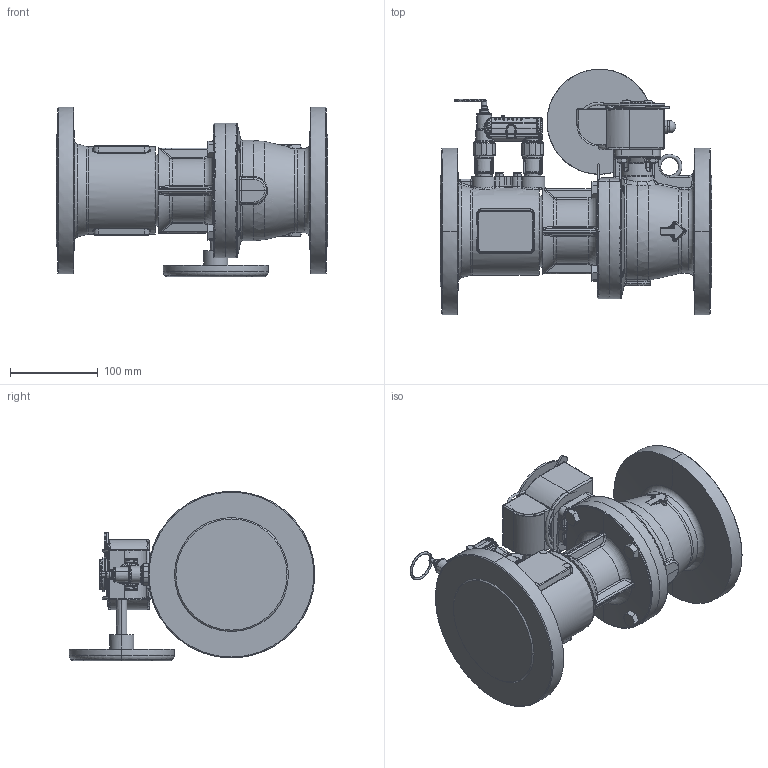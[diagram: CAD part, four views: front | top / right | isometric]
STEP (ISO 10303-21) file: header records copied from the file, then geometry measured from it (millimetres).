
FILE_DESCRIPTION((''),'2;1');
FILE_NAME('DVT8_132080A_SW0001','2017-03-02T',('sparenzan'),(''),'CREO PARAMETRIC BY PTC INC, 2016050','CREO PARAMETRIC BY PTC INC, 2016050','');
FILE_SCHEMA(('CONFIG_CONTROL_DESIGN'));
Products named in the file (1): DVT8_132080A_SW0001
Bounding box: 310 x 280.62 x 193.75 mm (x, y, z)
Surface area: 502730.9 mm2 (no closed solid volume)
Topology: 0 solids, 0 shells, 2165 faces, 11301 edges, 11070 vertices
Faces by surface type: bspline 1897, torus 221, sphere 47
Entity records: 314528 total; most frequent: CARTESIAN_POINT 221124, DIRECTION 13819, TRIMMED_CURVE 11328, DEFINITIONAL_REPRESENTATION 10923, PCURVE 10923, COMPOSITE_CURVE_SEGMENT 10923, VECTOR 9373, LINE 9373
